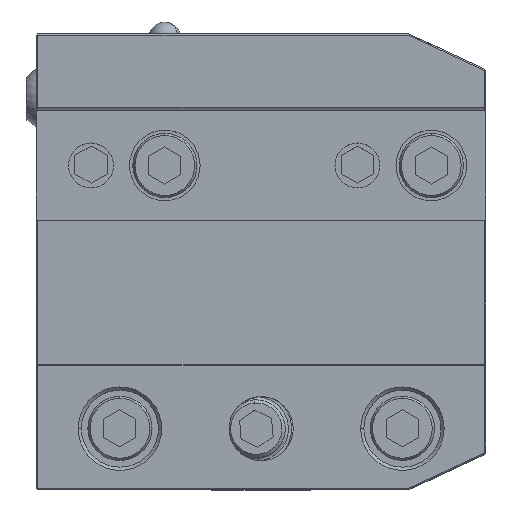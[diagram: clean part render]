
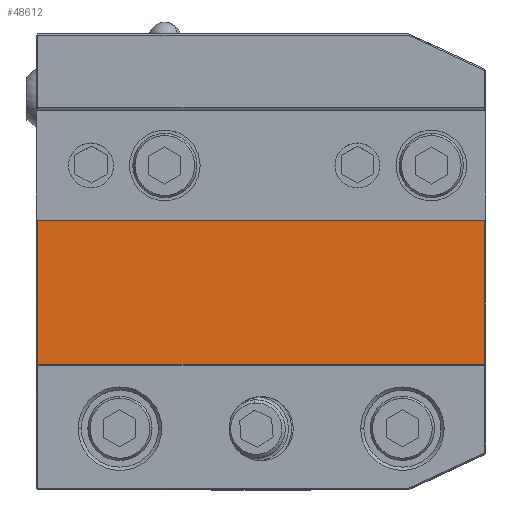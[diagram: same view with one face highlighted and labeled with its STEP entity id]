
A CAD part, top view. The second image highlights one B-rep face of the part: STEP entity #48612.
In plain terms, the highlighted face is planar.
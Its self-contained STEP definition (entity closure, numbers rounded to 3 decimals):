
#3996 = CARTESIAN_POINT ( 'NONE',  ( -24.8, 3.6, -34.8 ) ) ;
#4000 = CARTESIAN_POINT ( 'NONE',  ( -24.8, -21.4, -34.8 ) ) ;
#4014 = CARTESIAN_POINT ( 'NONE',  ( -24.8, -21.4, 34.8 ) ) ;
#4031 = CARTESIAN_POINT ( 'NONE',  ( -24.8, 3.6, 34.8 ) ) ;
#6501 = ORIENTED_EDGE ( 'NONE', *, *, #19157, .T. ) ;
#17008 = FACE_OUTER_BOUND ( 'NONE', #19670, .T. ) ;
#19154 = EDGE_CURVE ( 'NONE', #54378, #54326, #22821, .T. ) ;
#19155 = EDGE_CURVE ( 'NONE', #54378, #54316, #22889, .T. ) ;
#19157 = EDGE_CURVE ( 'NONE', #54354, #54326, #22882, .T. ) ;
#19185 = EDGE_CURVE ( 'NONE', #54316, #54354, #22891, .T. ) ;
#19670 = EDGE_LOOP ( 'NONE', ( #39847, #6501, #39845, #39856 ) ) ;
#22821 = LINE ( 'NONE', #30239, #22822 ) ;
#22822 = VECTOR ( 'NONE', #30244, 1000. ) ;
#22882 = LINE ( 'NONE', #30261, #22918 ) ;
#22889 = LINE ( 'NONE', #30249, #22908 ) ;
#22891 = LINE ( 'NONE', #30556, #22927 ) ;
#22908 = VECTOR ( 'NONE', #30224, 1000. ) ;
#22918 = VECTOR ( 'NONE', #30286, 1000. ) ;
#22927 = VECTOR ( 'NONE', #30548, 1000. ) ;
#30224 = DIRECTION ( 'NONE',  ( 0., -1., 0. ) ) ;
#30239 = CARTESIAN_POINT ( 'NONE',  ( -24.8, 3.6, -35. ) ) ;
#30244 = DIRECTION ( 'NONE',  ( 0., 0., 1. ) ) ;
#30249 = CARTESIAN_POINT ( 'NONE',  ( -24.8, -21.4, -34.8 ) ) ;
#30261 = CARTESIAN_POINT ( 'NONE',  ( -24.8, 3.6, 34.8 ) ) ;
#30286 = DIRECTION ( 'NONE',  ( 0., 1., 0. ) ) ;
#30548 = DIRECTION ( 'NONE',  ( 0., 0., 1. ) ) ;
#30556 = CARTESIAN_POINT ( 'NONE',  ( -24.8, -21.4, -35. ) ) ;
#39845 = ORIENTED_EDGE ( 'NONE', *, *, #19154, .F. ) ;
#39847 = ORIENTED_EDGE ( 'NONE', *, *, #19185, .T. ) ;
#39856 = ORIENTED_EDGE ( 'NONE', *, *, #19155, .T. ) ;
#46932 = DIRECTION ( 'NONE',  ( 0., 1., 0. ) ) ;
#46957 = DIRECTION ( 'NONE',  ( 1., 0., 0. ) ) ;
#46984 = PLANE ( 'NONE',  #54795 ) ;
#46986 = CARTESIAN_POINT ( 'NONE',  ( -24.8, 3.6, -35. ) ) ;
#48612 = ADVANCED_FACE ( 'NONE', ( #17008 ), #46984, .F. ) ;
#54316 = VERTEX_POINT ( 'NONE', #4000 ) ;
#54326 = VERTEX_POINT ( 'NONE', #4031 ) ;
#54354 = VERTEX_POINT ( 'NONE', #4014 ) ;
#54378 = VERTEX_POINT ( 'NONE', #3996 ) ;
#54795 = AXIS2_PLACEMENT_3D ( 'NONE', #46986, #46957, #46932 ) ;
